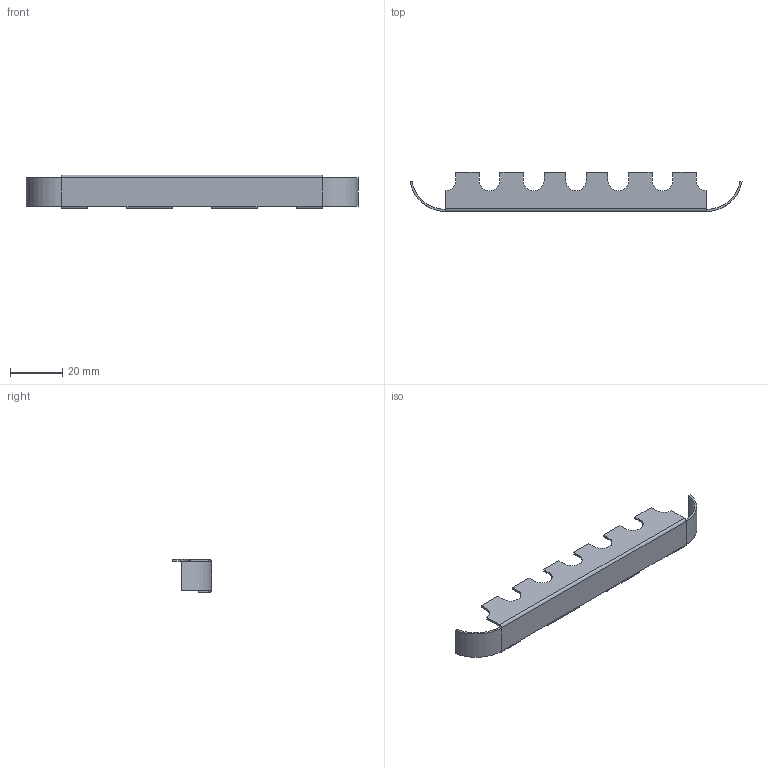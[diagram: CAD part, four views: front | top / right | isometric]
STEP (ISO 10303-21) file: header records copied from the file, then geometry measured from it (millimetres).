
FILE_DESCRIPTION (( 'STEP AP203' ), '1' );
FILE_NAME ('062RBH26E.STEP', '2015-09-11T14:55:58', ( 'Fath' ), ( 'Hewlett-Packard Company' ), 'SwSTEP 2.0', 'SolidWorks 2014', '' );
FILE_SCHEMA (( 'CONFIG_CONTROL_DESIGN' ));
Length unit declared in the file: millimetre
Products named in the file (1): 062RBH26E
Bounding box: 127.68 x 15 x 13 mm (x, y, z)
Volume: 2377.2 mm3; surface area: 6268.3 mm2
Topology: 1 solids, 1 shells, 84 faces, 210 edges, 128 vertices
Faces by surface type: plane 57, cylinder 27
Entity records: 2537 total; most frequent: DIRECTION 434, CARTESIAN_POINT 423, ORIENTED_EDGE 420, EDGE_CURVE 210, VECTOR 156, LINE 156, AXIS2_PLACEMENT_3D 139, VERTEX_POINT 128
